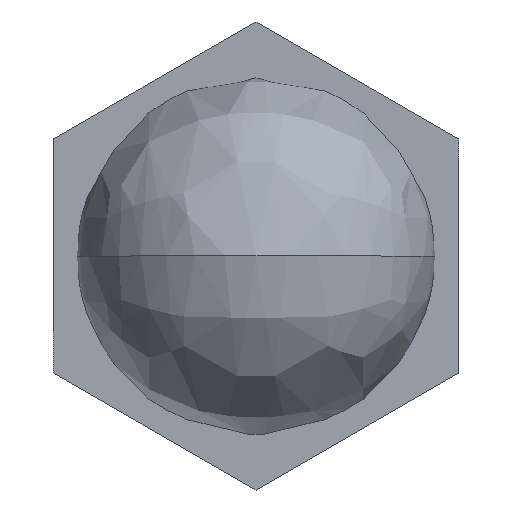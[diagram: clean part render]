
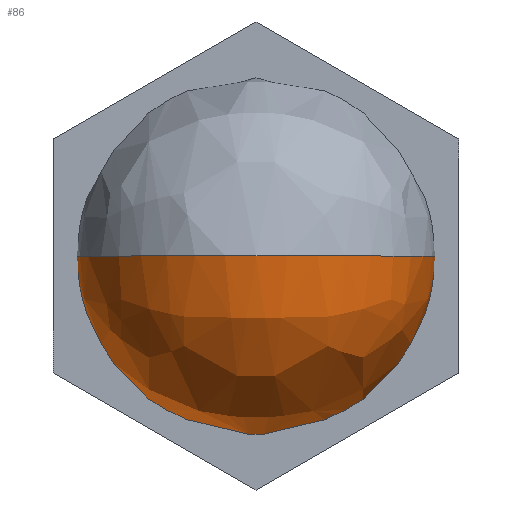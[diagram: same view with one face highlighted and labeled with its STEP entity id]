
A CAD part, front view. The second image highlights one B-rep face of the part: STEP entity #86.
In plain terms, the highlighted free-form (B-spline) face has degree [3, 3] with [4, 7] control points.
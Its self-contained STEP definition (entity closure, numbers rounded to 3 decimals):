
#6 = CARTESIAN_POINT ( 'NONE',  ( -7.5, 7.5, 0. ) ) ;
#8 = DIRECTION ( 'NONE',  ( 1., 0., 0. ) ) ;
#14 = CARTESIAN_POINT ( 'NONE',  ( -7.5, -1.211, -15.083 ) ) ;
#17 = CARTESIAN_POINT ( 'NONE',  ( -7.5, 22.664, -8.568 ) ) ;
#33 = ORIENTED_EDGE ( 'NONE', *, *, #420, .F. ) ;
#53 = CARTESIAN_POINT ( 'NONE',  ( 7.5, 22.664, -8.568 ) ) ;
#57 = CARTESIAN_POINT ( 'NONE',  ( -7.5, 22.497, 0.283 ) ) ;
#59 = CARTESIAN_POINT ( 'NONE',  ( -7.5, 16.494, -14.916 ) ) ;
#66 = CARTESIAN_POINT ( 'NONE',  ( 0., 7.5, 0. ) ) ;
#67 = ORIENTED_EDGE ( 'NONE', *, *, #89, .F. ) ;
#77 = EDGE_CURVE ( 'NONE', #587, #187, #573, .T. ) ;
#78 = CIRCLE ( 'NONE', #191, 6. ) ;
#86 = ADVANCED_FACE ( 'NONE', ( #93 ), #615, .T. ) ;
#89 = EDGE_CURVE ( 'NONE', #587, #468, #436, .T. ) ;
#93 = FACE_OUTER_BOUND ( 'NONE', #552, .T. ) ;
#101 = ORIENTED_EDGE ( 'NONE', *, *, #77, .T. ) ;
#105 = CARTESIAN_POINT ( 'NONE',  ( -7.5, -7.5, -8.853 ) ) ;
#106 = CARTESIAN_POINT ( 'NONE',  ( 7.5, 16.494, -14.916 ) ) ;
#112 = CARTESIAN_POINT ( 'NONE',  ( 7.5, 7.641, -14.999 ) ) ;
#145 = CARTESIAN_POINT ( 'NONE',  ( 0., 12., -6. ) ) ;
#149 = DIRECTION ( 'NONE',  ( 0., 1., 0. ) ) ;
#153 = DIRECTION ( 'NONE',  ( 0., 0., 1. ) ) ;
#156 = CARTESIAN_POINT ( 'NONE',  ( 7.5, 7.5, 0. ) ) ;
#157 = CARTESIAN_POINT ( 'NONE',  ( 7.5, 22.497, 0.283 ) ) ;
#163 = DIRECTION ( 'NONE',  ( 0., 0., -1. ) ) ;
#166 = CARTESIAN_POINT ( 'NONE',  ( -7.5, 7.5, 0. ) ) ;
#168 = CARTESIAN_POINT ( 'NONE',  ( -7.5, 7.641, -14.999 ) ) ;
#187 = VERTEX_POINT ( 'NONE', #227 ) ;
#191 = AXIS2_PLACEMENT_3D ( 'NONE', #576, #149, #153 ) ;
#208 = CARTESIAN_POINT ( 'NONE',  ( 7.5, 7.5, 0. ) ) ;
#209 = AXIS2_PLACEMENT_3D ( 'NONE', #605, #329, #234 ) ;
#211 = CARTESIAN_POINT ( 'NONE',  ( 7.5, 7.5, 0. ) ) ;
#214 = CARTESIAN_POINT ( 'NONE',  ( -7.5, 7.5, 0. ) ) ;
#223 = ORIENTED_EDGE ( 'NONE', *, *, #309, .F. ) ;
#227 = CARTESIAN_POINT ( 'NONE',  ( -7.5, 7.5, 0. ) ) ;
#234 = DIRECTION ( 'NONE',  ( 0., 0., 1. ) ) ;
#254 = CARTESIAN_POINT ( 'NONE',  ( -7.5, 7.5, 0. ) ) ;
#256 = CARTESIAN_POINT ( 'NONE',  ( 6., 12., 0. ) ) ;
#259 = CARTESIAN_POINT ( 'NONE',  ( 7.5, 7.5, 0. ) ) ;
#263 = CARTESIAN_POINT ( 'NONE',  ( 7.5, 7.5, 0. ) ) ;
#303 = CARTESIAN_POINT ( 'NONE',  ( 0., 7.5, 0. ) ) ;
#305 = CARTESIAN_POINT ( 'NONE',  ( 7.5, -1.211, -15.083 ) ) ;
#309 = EDGE_CURVE ( 'NONE', #468, #380, #315, .T. ) ;
#314 = EDGE_CURVE ( 'NONE', #380, #554, #78, .T. ) ;
#315 = CIRCLE ( 'NONE', #209, 6. ) ;
#329 = DIRECTION ( 'NONE',  ( 0., 1., 0. ) ) ;
#347 = DIRECTION ( 'NONE',  ( 1., 0., 0. ) ) ;
#350 = CARTESIAN_POINT ( 'NONE',  ( 7.5, 7.5, 0. ) ) ;
#352 = CARTESIAN_POINT ( 'NONE',  ( -7.5, 7.5, 0. ) ) ;
#367 = AXIS2_PLACEMENT_3D ( 'NONE', #66, #163, #8 ) ;
#375 = AXIS2_PLACEMENT_3D ( 'NONE', #532, #580, #347 ) ;
#380 = VERTEX_POINT ( 'NONE', #145 ) ;
#396 = CARTESIAN_POINT ( 'NONE',  ( 7.5, 7.5, 0. ) ) ;
#399 = CARTESIAN_POINT ( 'NONE',  ( -7.5, 7.5, 0. ) ) ;
#420 = EDGE_CURVE ( 'NONE', #554, #187, #550, .T. ) ;
#436 = CIRCLE ( 'NONE', #504, 7.5 ) ;
#442 = CARTESIAN_POINT ( 'NONE',  ( -7.5, 7.5, 0. ) ) ;
#468 = VERTEX_POINT ( 'NONE', #256 ) ;
#490 = CARTESIAN_POINT ( 'NONE',  ( 7.5, -7.5, -8.853 ) ) ;
#504 = AXIS2_PLACEMENT_3D ( 'NONE', #303, #541, #589 ) ;
#532 = CARTESIAN_POINT ( 'NONE',  ( 0., 7.5, 0. ) ) ;
#536 = CARTESIAN_POINT ( 'NONE',  ( -7.5, -7.5, 0. ) ) ;
#539 = CARTESIAN_POINT ( 'NONE',  ( 7.5, 7.5, 0. ) ) ;
#541 = DIRECTION ( 'NONE',  ( 0., 0., 1. ) ) ;
#550 = CIRCLE ( 'NONE', #375, 7.5 ) ;
#552 = EDGE_LOOP ( 'NONE', ( #67, #101, #33, #560, #223 ) ) ;
#554 = VERTEX_POINT ( 'NONE', #583 ) ;
#560 = ORIENTED_EDGE ( 'NONE', *, *, #314, .F. ) ;
#573 = CIRCLE ( 'NONE', #367, 7.5 ) ;
#576 = CARTESIAN_POINT ( 'NONE',  ( 0., 12., 0. ) ) ;
#580 = DIRECTION ( 'NONE',  ( 0., 0., 1. ) ) ;
#582 = CARTESIAN_POINT ( 'NONE',  ( 7.5, -7.5, 0. ) ) ;
#583 = CARTESIAN_POINT ( 'NONE',  ( -6., 12., 0. ) ) ;
#587 = VERTEX_POINT ( 'NONE', #156 ) ;
#589 = DIRECTION ( 'NONE',  ( 1., 0., 0. ) ) ;
#605 = CARTESIAN_POINT ( 'NONE',  ( 0., 12., 0. ) ) ;
#615 =( BOUNDED_SURFACE ( )  B_SPLINE_SURFACE ( 3, 3, ( 
 ( #208, #539, #211, #259, #263, #396, #350 ),
 ( #582, #490, #305, #112, #106, #53, #157 ),
 ( #536, #105, #14, #168, #59, #17, #57 ),
 ( #6, #166, #352, #254, #442, #399, #214 ) ),
 .UNSPECIFIED., .F., .F., .T. ) 
 B_SPLINE_SURFACE_WITH_KNOTS ( ( 4, 4 ),
 ( 4, 3, 4 ),
 ( 0., 1. ),
 ( 0., 0.5, 1. ),
 .UNSPECIFIED. ) 
 GEOMETRIC_REPRESENTATION_ITEM ( )  RATIONAL_B_SPLINE_SURFACE ( (
 ( 1., 0.803, 0.803, 1., 0.803, 0.803, 1.),
 ( 0.333, 0.268, 0.268, 0.333, 0.268, 0.268, 0.333),
 ( 0.333, 0.268, 0.268, 0.333, 0.268, 0.268, 0.333),
 ( 1., 0.803, 0.803, 1., 0.803, 0.803, 1.) ) ) 
 REPRESENTATION_ITEM ( '' )  SURFACE ( )  );
